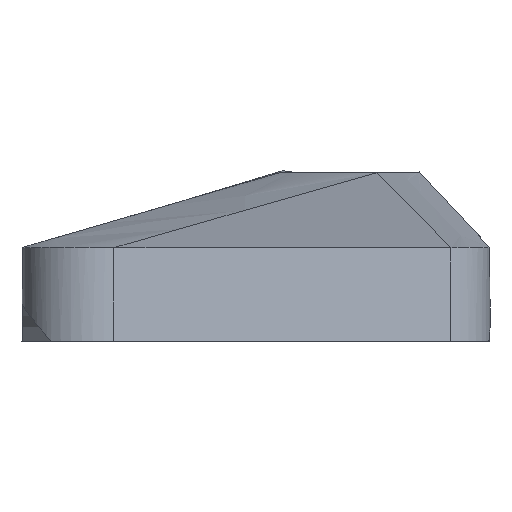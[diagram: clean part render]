
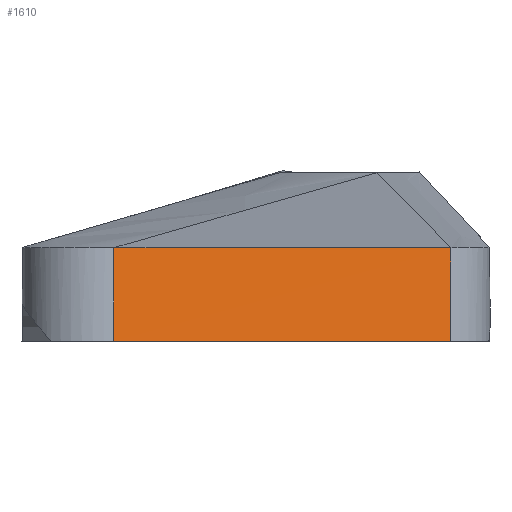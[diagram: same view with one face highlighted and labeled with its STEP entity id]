
A CAD part, left-side view. The second image highlights one B-rep face of the part: STEP entity #1610.
In plain terms, the highlighted planar face has unit normal (-0.915, -0.403, 0).
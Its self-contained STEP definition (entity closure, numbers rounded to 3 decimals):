
#244=FACE_OUTER_BOUND('',#341,.T.);
#341=EDGE_LOOP('',(#1442,#1443,#1444,#1445));
#470=LINE('',#2912,#608);
#477=LINE('',#2929,#615);
#483=LINE('',#3201,#621);
#485=LINE('',#3205,#623);
#608=VECTOR('',#2182,10.);
#615=VECTOR('',#2203,10.);
#621=VECTOR('',#2229,10.);
#623=VECTOR('',#2235,10.);
#739=VERTEX_POINT('',#2642);
#742=VERTEX_POINT('',#2691);
#774=VERTEX_POINT('',#2911);
#777=VERTEX_POINT('',#2926);
#985=EDGE_CURVE('',#739,#774,#470,.T.);
#996=EDGE_CURVE('',#777,#742,#477,.T.);
#1010=EDGE_CURVE('',#774,#777,#483,.T.);
#1012=EDGE_CURVE('',#739,#742,#485,.T.);
#1442=ORIENTED_EDGE('',*,*,#1010,.T.);
#1443=ORIENTED_EDGE('',*,*,#996,.T.);
#1444=ORIENTED_EDGE('',*,*,#1012,.F.);
#1445=ORIENTED_EDGE('',*,*,#985,.T.);
#1523=PLANE('',#1785);
#1610=ADVANCED_FACE('',(#244),#1523,.T.);
#1785=AXIS2_PLACEMENT_3D('',#3204,#2233,#2234);
#2182=DIRECTION('',(0.,0.,-1.));
#2203=DIRECTION('',(0.,0.,1.));
#2229=DIRECTION('',(0.403,-0.915,0.));
#2233=DIRECTION('center_axis',(-0.915,-0.403,0.));
#2234=DIRECTION('ref_axis',(0.,0.,1.));
#2235=DIRECTION('',(0.403,-0.915,0.));
#2642=CARTESIAN_POINT('',(-70.68,15.181,10.));
#2691=CARTESIAN_POINT('',(-54.834,-20.82,9.968));
#2911=CARTESIAN_POINT('',(-70.68,15.181,0.));
#2912=CARTESIAN_POINT('',(-70.68,15.181,4.124));
#2926=CARTESIAN_POINT('',(-54.84,-20.819,0.));
#2929=CARTESIAN_POINT('',(-54.84,-20.819,0.));
#3201=CARTESIAN_POINT('',(-62.877,-2.553,0.));
#3204=CARTESIAN_POINT('Origin',(-62.76,-2.819,5.));
#3205=CARTESIAN_POINT('',(-60.633,-7.653,10.));
